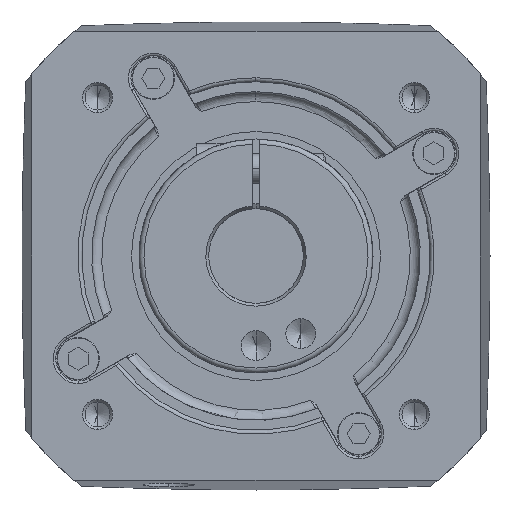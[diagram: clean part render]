
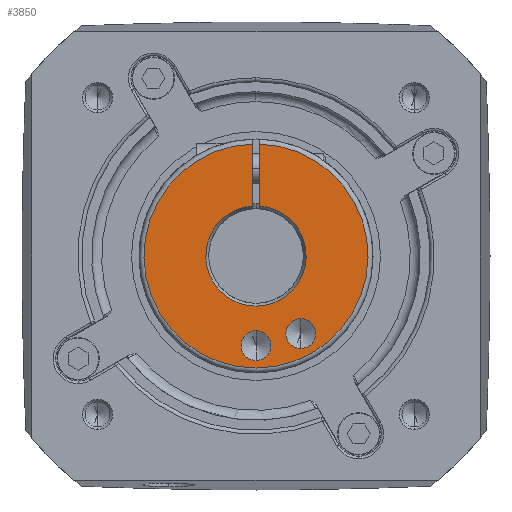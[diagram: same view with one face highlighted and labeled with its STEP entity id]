
A CAD part, left-side view. The second image highlights one B-rep face of the part: STEP entity #3850.
In plain terms, the highlighted planar face has unit normal (-1, 0, 0).
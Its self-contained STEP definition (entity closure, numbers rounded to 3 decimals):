
#471 = ORIENTED_EDGE ( 'NONE', *, *, #15100, .F. ) ;
#800 = DIRECTION ( 'NONE',  ( 0., 0., 1. ) ) ;
#1142 = DIRECTION ( 'NONE',  ( 0., 0., -1. ) ) ;
#1346 = CIRCLE ( 'NONE', #18251, 22.5 ) ;
#2313 = AXIS2_PLACEMENT_3D ( 'NONE', #18173, #15555, #1142 ) ;
#2684 = CARTESIAN_POINT ( 'NONE',  ( -78., -9., -15.588 ) ) ;
#2734 = CIRCLE ( 'NONE', #14727, 3. ) ;
#2848 = LINE ( 'NONE', #17922, #10168 ) ;
#2899 = ORIENTED_EDGE ( 'NONE', *, *, #16632, .F. ) ;
#3116 = DIRECTION ( 'NONE',  ( 0., 0., 1. ) ) ;
#3164 = VERTEX_POINT ( 'NONE', #14592 ) ;
#3287 = DIRECTION ( 'NONE',  ( -1., 0., 0. ) ) ;
#3557 = CARTESIAN_POINT ( 'NONE',  ( -78., 0., -21. ) ) ;
#3716 = EDGE_CURVE ( 'NONE', #5601, #15710, #17117, .T. ) ;
#3788 = FACE_BOUND ( 'NONE', #14607, .T. ) ;
#3850 = ADVANCED_FACE ( 'NONE', ( #14219, #7791, #3788 ), #8337, .F. ) ;
#3897 = ORIENTED_EDGE ( 'NONE', *, *, #14671, .F. ) ;
#3957 = CARTESIAN_POINT ( 'NONE',  ( -78., 0.75, 10.049 ) ) ;
#4301 = CARTESIAN_POINT ( 'NONE',  ( -78., 0., -15. ) ) ;
#4378 = EDGE_CURVE ( 'NONE', #5601, #13352, #1346, .T. ) ;
#4927 = ORIENTED_EDGE ( 'NONE', *, *, #12191, .F. ) ;
#5036 = DIRECTION ( 'NONE',  ( 0., 0., 1. ) ) ;
#5096 = CARTESIAN_POINT ( 'NONE',  ( -78., -9., -15.588 ) ) ;
#5174 = DIRECTION ( 'NONE',  ( -1., 0., 0. ) ) ;
#5180 = DIRECTION ( 'NONE',  ( 0., 0., 1. ) ) ;
#5304 = DIRECTION ( 'NONE',  ( 0., 0., 1. ) ) ;
#5601 = VERTEX_POINT ( 'NONE', #8298 ) ;
#5971 = DIRECTION ( 'NONE',  ( -1., 0., 0. ) ) ;
#6399 = CARTESIAN_POINT ( 'NONE',  ( -78., -9., -12.588 ) ) ;
#6792 = VERTEX_POINT ( 'NONE', #3557 ) ;
#7178 = EDGE_CURVE ( 'NONE', #15710, #3164, #15684, .T. ) ;
#7397 = CARTESIAN_POINT ( 'NONE',  ( -78., 0., 0. ) ) ;
#7622 = DIRECTION ( 'NONE',  ( -1., 0., 0. ) ) ;
#7791 = FACE_OUTER_BOUND ( 'NONE', #8890, .T. ) ;
#8298 = CARTESIAN_POINT ( 'NONE',  ( -78., 0.75, 22.487 ) ) ;
#8337 = PLANE ( 'NONE',  #2313 ) ;
#8890 = EDGE_LOOP ( 'NONE', ( #10402, #12391, #10125, #2899 ) ) ;
#9502 = VERTEX_POINT ( 'NONE', #4301 ) ;
#9510 = DIRECTION ( 'NONE',  ( 0., 0., 1. ) ) ;
#9597 = VECTOR ( 'NONE', #16380, 1000. ) ;
#10117 = CARTESIAN_POINT ( 'NONE',  ( -78., 0., -18. ) ) ;
#10125 = ORIENTED_EDGE ( 'NONE', *, *, #4378, .T. ) ;
#10168 = VECTOR ( 'NONE', #5180, 1000. ) ;
#10402 = ORIENTED_EDGE ( 'NONE', *, *, #7178, .F. ) ;
#11131 = CIRCLE ( 'NONE', #18222, 3. ) ;
#11520 = CARTESIAN_POINT ( 'NONE',  ( -78., -0.75, 22.487 ) ) ;
#11538 = DIRECTION ( 'NONE',  ( 0., 0., 1. ) ) ;
#11551 = CIRCLE ( 'NONE', #11825, 3. ) ;
#11825 = AXIS2_PLACEMENT_3D ( 'NONE', #10117, #3287, #11538 ) ;
#11894 = DIRECTION ( 'NONE',  ( -1., 0., 0. ) ) ;
#12121 = ORIENTED_EDGE ( 'NONE', *, *, #14412, .F. ) ;
#12191 = EDGE_CURVE ( 'NONE', #17165, #17519, #2734, .T. ) ;
#12391 = ORIENTED_EDGE ( 'NONE', *, *, #3716, .F. ) ;
#12595 = AXIS2_PLACEMENT_3D ( 'NONE', #7397, #5971, #3116 ) ;
#13352 = VERTEX_POINT ( 'NONE', #11520 ) ;
#13758 = CARTESIAN_POINT ( 'NONE',  ( -78., 0., -18. ) ) ;
#14195 = CIRCLE ( 'NONE', #17877, 3. ) ;
#14219 = FACE_BOUND ( 'NONE', #18379, .T. ) ;
#14412 = EDGE_CURVE ( 'NONE', #17519, #17165, #11131, .T. ) ;
#14592 = CARTESIAN_POINT ( 'NONE',  ( -78., -0.75, 10.049 ) ) ;
#14607 = EDGE_LOOP ( 'NONE', ( #3897, #471 ) ) ;
#14671 = EDGE_CURVE ( 'NONE', #9502, #6792, #11551, .T. ) ;
#14727 = AXIS2_PLACEMENT_3D ( 'NONE', #5096, #11894, #5036 ) ;
#15100 = EDGE_CURVE ( 'NONE', #6792, #9502, #14195, .T. ) ;
#15134 = DIRECTION ( 'NONE',  ( -1., 0., 0. ) ) ;
#15555 = DIRECTION ( 'NONE',  ( 1., 0., 0. ) ) ;
#15684 = CIRCLE ( 'NONE', #12595, 10.077 ) ;
#15710 = VERTEX_POINT ( 'NONE', #3957 ) ;
#16380 = DIRECTION ( 'NONE',  ( 0., 0., -1. ) ) ;
#16632 = EDGE_CURVE ( 'NONE', #3164, #13352, #2848, .T. ) ;
#17117 = LINE ( 'NONE', #17556, #9597 ) ;
#17165 = VERTEX_POINT ( 'NONE', #17830 ) ;
#17519 = VERTEX_POINT ( 'NONE', #6399 ) ;
#17556 = CARTESIAN_POINT ( 'NONE',  ( -78., 0.75, 8. ) ) ;
#17771 = CARTESIAN_POINT ( 'NONE',  ( -78., 0., 0. ) ) ;
#17830 = CARTESIAN_POINT ( 'NONE',  ( -78., -9., -18.588 ) ) ;
#17877 = AXIS2_PLACEMENT_3D ( 'NONE', #13758, #5174, #9510 ) ;
#17922 = CARTESIAN_POINT ( 'NONE',  ( -78., -0.75, 8. ) ) ;
#18173 = CARTESIAN_POINT ( 'NONE',  ( -78., 22.5, 0. ) ) ;
#18222 = AXIS2_PLACEMENT_3D ( 'NONE', #2684, #15134, #5304 ) ;
#18251 = AXIS2_PLACEMENT_3D ( 'NONE', #17771, #7622, #800 ) ;
#18379 = EDGE_LOOP ( 'NONE', ( #12121, #4927 ) ) ;
